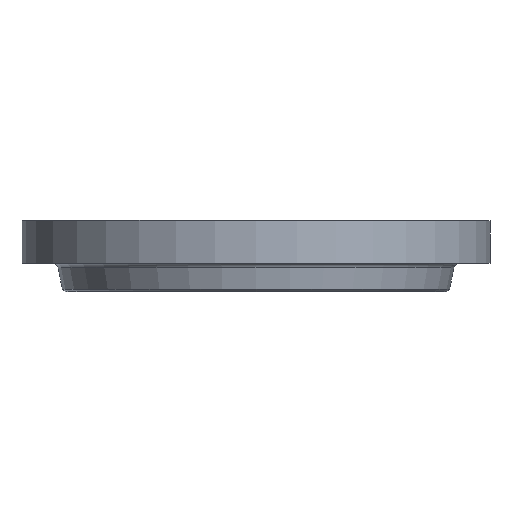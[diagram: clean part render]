
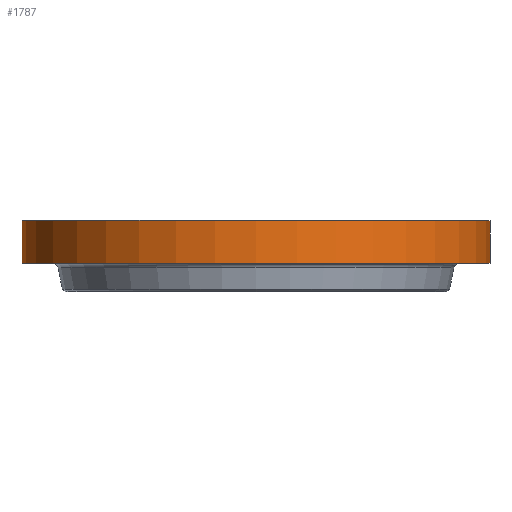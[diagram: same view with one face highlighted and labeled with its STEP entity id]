
A CAD part, front view. The second image highlights one B-rep face of the part: STEP entity #1787.
In plain terms, the highlighted cylindrical face has radius 708.025 mm (diameter 1416.05 mm), a partial arc.
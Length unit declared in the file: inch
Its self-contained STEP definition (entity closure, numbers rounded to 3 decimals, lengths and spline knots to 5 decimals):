
#29 = CARTESIAN_POINT ( 'NONE',  ( 27.875, 0., -5.125 ) ) ;
#100 = AXIS2_PLACEMENT_3D ( 'NONE', #508, #338, #1911 ) ;
#143 = EDGE_CURVE ( 'NONE', #157, #1849, #915, .T. ) ;
#147 = CARTESIAN_POINT ( 'NONE',  ( -27.875, 0., -0.0625 ) ) ;
#157 = VERTEX_POINT ( 'NONE', #364 ) ;
#201 = VERTEX_POINT ( 'NONE', #29 ) ;
#311 = DIRECTION ( 'NONE',  ( 1., 0., 0. ) ) ;
#338 = DIRECTION ( 'NONE',  ( 0., 0., 1. ) ) ;
#348 = CARTESIAN_POINT ( 'NONE',  ( 0., 0., 0. ) ) ;
#364 = CARTESIAN_POINT ( 'NONE',  ( -27.875, 0., -5.125 ) ) ;
#488 = DIRECTION ( 'NONE',  ( 0., 0., 1. ) ) ;
#508 = CARTESIAN_POINT ( 'NONE',  ( 0., 0., -5.125 ) ) ;
#511 = AXIS2_PLACEMENT_3D ( 'NONE', #2064, #488, #311 ) ;
#517 = VERTEX_POINT ( 'NONE', #2377 ) ;
#524 = CYLINDRICAL_SURFACE ( 'NONE', #2191, 27.875 ) ;
#581 = FACE_OUTER_BOUND ( 'NONE', #1576, .T. ) ;
#685 = LINE ( 'NONE', #2464, #2404 ) ;
#714 = VECTOR ( 'NONE', #786, 39.37008 ) ;
#748 = ORIENTED_EDGE ( 'NONE', *, *, #894, .T. ) ;
#786 = DIRECTION ( 'NONE',  ( 0., 0., 1. ) ) ;
#894 = EDGE_CURVE ( 'NONE', #157, #201, #2521, .T. ) ;
#915 = LINE ( 'NONE', #2576, #714 ) ;
#974 = DIRECTION ( 'NONE',  ( 0., 0., 1. ) ) ;
#1377 = DIRECTION ( 'NONE',  ( 1., 0., 0. ) ) ;
#1576 = EDGE_LOOP ( 'NONE', ( #2193, #748, #2218, #2036 ) ) ;
#1650 = CIRCLE ( 'NONE', #511, 27.875 ) ;
#1787 = ADVANCED_FACE ( 'NONE', ( #581 ), #524, .T. ) ;
#1849 = VERTEX_POINT ( 'NONE', #147 ) ;
#1869 = DIRECTION ( 'NONE',  ( 0., 0., 1. ) ) ;
#1911 = DIRECTION ( 'NONE',  ( 1., 0., 0. ) ) ;
#2036 = ORIENTED_EDGE ( 'NONE', *, *, #2302, .F. ) ;
#2064 = CARTESIAN_POINT ( 'NONE',  ( 0., 0., -0.0625 ) ) ;
#2191 = AXIS2_PLACEMENT_3D ( 'NONE', #348, #974, #1377 ) ;
#2193 = ORIENTED_EDGE ( 'NONE', *, *, #143, .F. ) ;
#2218 = ORIENTED_EDGE ( 'NONE', *, *, #2391, .T. ) ;
#2302 = EDGE_CURVE ( 'NONE', #1849, #517, #1650, .T. ) ;
#2377 = CARTESIAN_POINT ( 'NONE',  ( 27.875, 0., -0.0625 ) ) ;
#2391 = EDGE_CURVE ( 'NONE', #201, #517, #685, .T. ) ;
#2404 = VECTOR ( 'NONE', #1869, 39.37008 ) ;
#2464 = CARTESIAN_POINT ( 'NONE',  ( 27.875, 0., 0. ) ) ;
#2521 = CIRCLE ( 'NONE', #100, 27.875 ) ;
#2576 = CARTESIAN_POINT ( 'NONE',  ( -27.875, 0., 0. ) ) ;
